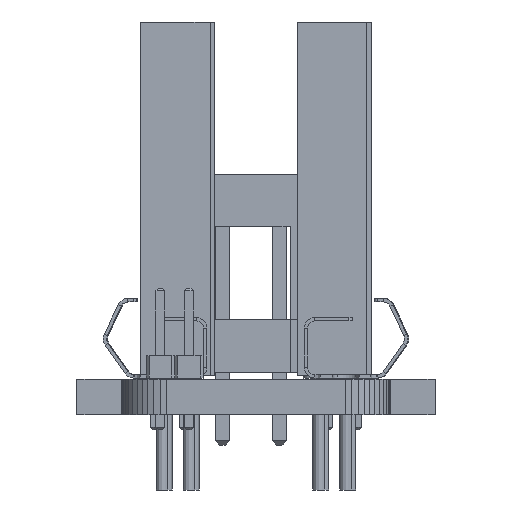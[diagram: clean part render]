
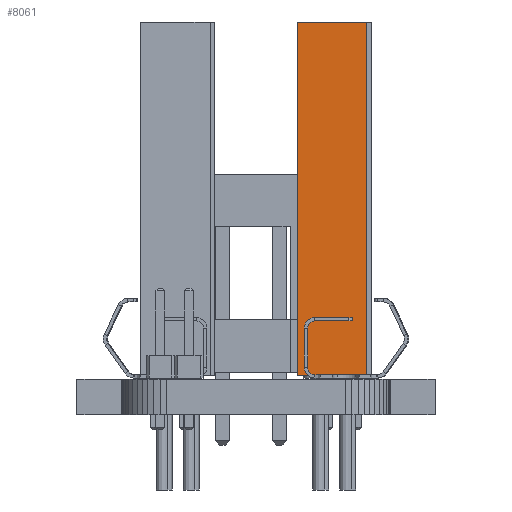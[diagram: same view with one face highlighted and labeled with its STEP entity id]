
A CAD part, left-side view. The second image highlights one B-rep face of the part: STEP entity #8061.
In plain terms, the highlighted planar face has unit normal (-1, 0, 0).
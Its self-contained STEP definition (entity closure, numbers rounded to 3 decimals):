
#7798 = EDGE_CURVE('',#7799,#7801,#7803,.T.);
#7799 = VERTEX_POINT('',#7800);
#7800 = CARTESIAN_POINT('',(-3.05,0.95,0.1));
#7801 = VERTEX_POINT('',#7802);
#7802 = CARTESIAN_POINT('',(-3.05,0.95,15.9));
#7803 = SURFACE_CURVE('',#7804,(#7808,#7820),.PCURVE_S1.);
#7804 = LINE('',#7805,#7806);
#7805 = CARTESIAN_POINT('',(-3.05,0.95,0.1));
#7806 = VECTOR('',#7807,1.);
#7807 = DIRECTION('',(0.,0.,1.));
#7808 = PCURVE('',#7809,#7814);
#7809 = PLANE('',#7810);
#7810 = AXIS2_PLACEMENT_3D('',#7811,#7812,#7813);
#7811 = CARTESIAN_POINT('',(-3.05,0.95,0.1));
#7812 = DIRECTION('',(0.,1.,0.));
#7813 = DIRECTION('',(1.,0.,0.));
#7814 = DEFINITIONAL_REPRESENTATION('',(#7815),#7819);
#7815 = LINE('',#7816,#7817);
#7816 = CARTESIAN_POINT('',(0.,0.));
#7817 = VECTOR('',#7818,1.);
#7818 = DIRECTION('',(0.,-1.));
#7819 = ( GEOMETRIC_REPRESENTATION_CONTEXT(2) 
PARAMETRIC_REPRESENTATION_CONTEXT() REPRESENTATION_CONTEXT('2D SPACE',''
  ) );
#7820 = PCURVE('',#7821,#7826);
#7821 = PLANE('',#7822);
#7822 = AXIS2_PLACEMENT_3D('',#7823,#7824,#7825);
#7823 = CARTESIAN_POINT('',(-3.05,-2.15,0.1));
#7824 = DIRECTION('',(-1.,0.,0.));
#7825 = DIRECTION('',(0.,1.,0.));
#7826 = DEFINITIONAL_REPRESENTATION('',(#7827),#7831);
#7827 = LINE('',#7828,#7829);
#7828 = CARTESIAN_POINT('',(3.1,0.));
#7829 = VECTOR('',#7830,1.);
#7830 = DIRECTION('',(0.,-1.));
#7831 = ( GEOMETRIC_REPRESENTATION_CONTEXT(2) 
PARAMETRIC_REPRESENTATION_CONTEXT() REPRESENTATION_CONTEXT('2D SPACE',''
  ) );
#7849 = PLANE('',#7850);
#7850 = AXIS2_PLACEMENT_3D('',#7851,#7852,#7853);
#7851 = CARTESIAN_POINT('',(2.55,-0.6,15.9));
#7852 = DIRECTION('',(0.,0.,-1.));
#7853 = DIRECTION('',(0.,-1.,0.));
#7903 = PLANE('',#7904);
#7904 = AXIS2_PLACEMENT_3D('',#7905,#7906,#7907);
#7905 = CARTESIAN_POINT('',(2.55,-0.6,0.1));
#7906 = DIRECTION('',(0.,0.,-1.));
#7907 = DIRECTION('',(0.,-1.,0.));
#7958 = PLANE('',#7959);
#7959 = AXIS2_PLACEMENT_3D('',#7960,#7961,#7962);
#7960 = CARTESIAN_POINT('',(8.15,-2.15,0.1));
#7961 = DIRECTION('',(0.,-1.,0.));
#7962 = DIRECTION('',(-1.,0.,0.));
#7996 = VERTEX_POINT('',#7997);
#7997 = CARTESIAN_POINT('',(-3.05,-2.15,15.9));
#8018 = EDGE_CURVE('',#8019,#7996,#8021,.T.);
#8019 = VERTEX_POINT('',#8020);
#8020 = CARTESIAN_POINT('',(-3.05,-2.15,0.1));
#8021 = SURFACE_CURVE('',#8022,(#8026,#8033),.PCURVE_S1.);
#8022 = LINE('',#8023,#8024);
#8023 = CARTESIAN_POINT('',(-3.05,-2.15,0.1));
#8024 = VECTOR('',#8025,1.);
#8025 = DIRECTION('',(0.,0.,1.));
#8026 = PCURVE('',#7958,#8027);
#8027 = DEFINITIONAL_REPRESENTATION('',(#8028),#8032);
#8028 = LINE('',#8029,#8030);
#8029 = CARTESIAN_POINT('',(11.2,0.));
#8030 = VECTOR('',#8031,1.);
#8031 = DIRECTION('',(0.,-1.));
#8032 = ( GEOMETRIC_REPRESENTATION_CONTEXT(2) 
PARAMETRIC_REPRESENTATION_CONTEXT() REPRESENTATION_CONTEXT('2D SPACE',''
  ) );
#8033 = PCURVE('',#7821,#8034);
#8034 = DEFINITIONAL_REPRESENTATION('',(#8035),#8039);
#8035 = LINE('',#8036,#8037);
#8036 = CARTESIAN_POINT('',(0.,0.));
#8037 = VECTOR('',#8038,1.);
#8038 = DIRECTION('',(0.,-1.));
#8039 = ( GEOMETRIC_REPRESENTATION_CONTEXT(2) 
PARAMETRIC_REPRESENTATION_CONTEXT() REPRESENTATION_CONTEXT('2D SPACE',''
  ) );
#8061 = ADVANCED_FACE('',(#8062),#7821,.T.);
#8062 = FACE_BOUND('',#8063,.T.);
#8063 = EDGE_LOOP('',(#8064,#8065,#8086,#8087));
#8064 = ORIENTED_EDGE('',*,*,#8018,.T.);
#8065 = ORIENTED_EDGE('',*,*,#8066,.T.);
#8066 = EDGE_CURVE('',#7996,#7801,#8067,.T.);
#8067 = SURFACE_CURVE('',#8068,(#8072,#8079),.PCURVE_S1.);
#8068 = LINE('',#8069,#8070);
#8069 = CARTESIAN_POINT('',(-3.05,-2.15,15.9));
#8070 = VECTOR('',#8071,1.);
#8071 = DIRECTION('',(0.,1.,0.));
#8072 = PCURVE('',#7821,#8073);
#8073 = DEFINITIONAL_REPRESENTATION('',(#8074),#8078);
#8074 = LINE('',#8075,#8076);
#8075 = CARTESIAN_POINT('',(0.,-15.8));
#8076 = VECTOR('',#8077,1.);
#8077 = DIRECTION('',(1.,0.));
#8078 = ( GEOMETRIC_REPRESENTATION_CONTEXT(2) 
PARAMETRIC_REPRESENTATION_CONTEXT() REPRESENTATION_CONTEXT('2D SPACE',''
  ) );
#8079 = PCURVE('',#7849,#8080);
#8080 = DEFINITIONAL_REPRESENTATION('',(#8081),#8085);
#8081 = LINE('',#8082,#8083);
#8082 = CARTESIAN_POINT('',(1.55,5.6));
#8083 = VECTOR('',#8084,1.);
#8084 = DIRECTION('',(-1.,0.));
#8085 = ( GEOMETRIC_REPRESENTATION_CONTEXT(2) 
PARAMETRIC_REPRESENTATION_CONTEXT() REPRESENTATION_CONTEXT('2D SPACE',''
  ) );
#8086 = ORIENTED_EDGE('',*,*,#7798,.F.);
#8087 = ORIENTED_EDGE('',*,*,#8088,.F.);
#8088 = EDGE_CURVE('',#8019,#7799,#8089,.T.);
#8089 = SURFACE_CURVE('',#8090,(#8094,#8101),.PCURVE_S1.);
#8090 = LINE('',#8091,#8092);
#8091 = CARTESIAN_POINT('',(-3.05,-2.15,0.1));
#8092 = VECTOR('',#8093,1.);
#8093 = DIRECTION('',(0.,1.,0.));
#8094 = PCURVE('',#7821,#8095);
#8095 = DEFINITIONAL_REPRESENTATION('',(#8096),#8100);
#8096 = LINE('',#8097,#8098);
#8097 = CARTESIAN_POINT('',(0.,0.));
#8098 = VECTOR('',#8099,1.);
#8099 = DIRECTION('',(1.,0.));
#8100 = ( GEOMETRIC_REPRESENTATION_CONTEXT(2) 
PARAMETRIC_REPRESENTATION_CONTEXT() REPRESENTATION_CONTEXT('2D SPACE',''
  ) );
#8101 = PCURVE('',#7903,#8102);
#8102 = DEFINITIONAL_REPRESENTATION('',(#8103),#8107);
#8103 = LINE('',#8104,#8105);
#8104 = CARTESIAN_POINT('',(1.55,5.6));
#8105 = VECTOR('',#8106,1.);
#8106 = DIRECTION('',(-1.,0.));
#8107 = ( GEOMETRIC_REPRESENTATION_CONTEXT(2) 
PARAMETRIC_REPRESENTATION_CONTEXT() REPRESENTATION_CONTEXT('2D SPACE',''
  ) );
